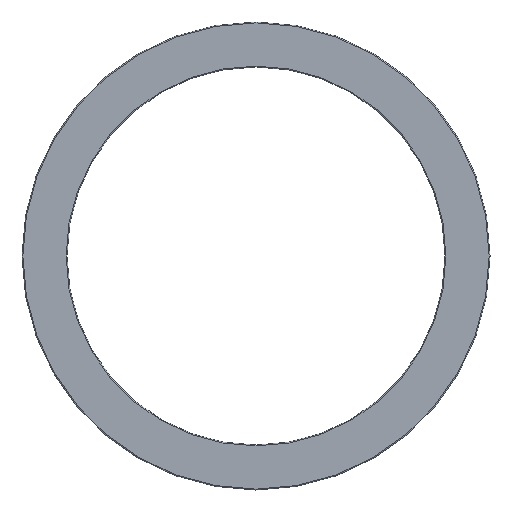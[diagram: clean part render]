
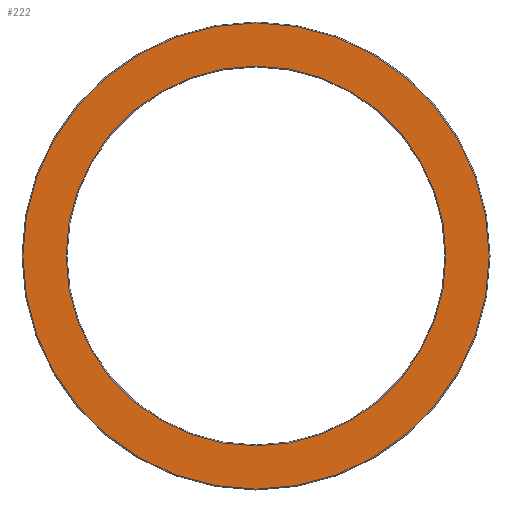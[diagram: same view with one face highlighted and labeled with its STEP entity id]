
A CAD part, left-side view. The second image highlights one B-rep face of the part: STEP entity #222.
In plain terms, the highlighted planar face has unit normal (-1, 0, 0).
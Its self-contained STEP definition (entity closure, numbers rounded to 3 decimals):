
#17 = EDGE_CURVE ( 'NONE', #97, #209, #308, .T. ) ;
#23 = FACE_OUTER_BOUND ( 'NONE', #223, .T. ) ;
#25 = DIRECTION ( 'NONE',  ( 1., 0., 0. ) ) ;
#28 = AXIS2_PLACEMENT_3D ( 'NONE', #169, #290, #218 ) ;
#34 = CARTESIAN_POINT ( 'NONE',  ( 0., 0., 21.1 ) ) ;
#38 = EDGE_CURVE ( 'NONE', #181, #86, #236, .T. ) ;
#46 = DIRECTION ( 'NONE',  ( -1., 0., 0. ) ) ;
#50 = ORIENTED_EDGE ( 'NONE', *, *, #221, .T. ) ;
#65 = ORIENTED_EDGE ( 'NONE', *, *, #38, .T. ) ;
#70 = AXIS2_PLACEMENT_3D ( 'NONE', #81, #260, #239 ) ;
#79 = CARTESIAN_POINT ( 'NONE',  ( 0., 0., -25.9 ) ) ;
#80 = FACE_BOUND ( 'NONE', #205, .T. ) ;
#81 = CARTESIAN_POINT ( 'NONE',  ( 0., 0., 0. ) ) ;
#85 = DIRECTION ( 'NONE',  ( 0., 0., -1. ) ) ;
#86 = VERTEX_POINT ( 'NONE', #235 ) ;
#97 = VERTEX_POINT ( 'NONE', #79 ) ;
#116 = CIRCLE ( 'NONE', #70, 25.9 ) ;
#128 = CARTESIAN_POINT ( 'NONE',  ( 0., 0., 0. ) ) ;
#138 = PLANE ( 'NONE',  #28 ) ;
#145 = ORIENTED_EDGE ( 'NONE', *, *, #237, .T. ) ;
#169 = CARTESIAN_POINT ( 'NONE',  ( 0., 21., 0. ) ) ;
#181 = VERTEX_POINT ( 'NONE', #34 ) ;
#191 = CARTESIAN_POINT ( 'NONE',  ( 0., 0., 0. ) ) ;
#200 = AXIS2_PLACEMENT_3D ( 'NONE', #191, #238, #85 ) ;
#205 = EDGE_LOOP ( 'NONE', ( #50, #65 ) ) ;
#209 = VERTEX_POINT ( 'NONE', #321 ) ;
#218 = DIRECTION ( 'NONE',  ( 0., 0., -1. ) ) ;
#221 = EDGE_CURVE ( 'NONE', #86, #181, #281, .T. ) ;
#222 = ADVANCED_FACE ( 'NONE', ( #23, #80 ), #138, .F. ) ;
#223 = EDGE_LOOP ( 'NONE', ( #253, #145 ) ) ;
#235 = CARTESIAN_POINT ( 'NONE',  ( 0., 0., -21.1 ) ) ;
#236 = CIRCLE ( 'NONE', #247, 21.1 ) ;
#237 = EDGE_CURVE ( 'NONE', #209, #97, #116, .T. ) ;
#238 = DIRECTION ( 'NONE',  ( 1., 0., 0. ) ) ;
#239 = DIRECTION ( 'NONE',  ( 0., 0., -1. ) ) ;
#247 = AXIS2_PLACEMENT_3D ( 'NONE', #312, #25, #257 ) ;
#251 = AXIS2_PLACEMENT_3D ( 'NONE', #128, #46, #332 ) ;
#253 = ORIENTED_EDGE ( 'NONE', *, *, #17, .T. ) ;
#257 = DIRECTION ( 'NONE',  ( 0., 0., -1. ) ) ;
#260 = DIRECTION ( 'NONE',  ( -1., 0., 0. ) ) ;
#281 = CIRCLE ( 'NONE', #200, 21.1 ) ;
#290 = DIRECTION ( 'NONE',  ( 1., 0., 0. ) ) ;
#308 = CIRCLE ( 'NONE', #251, 25.9 ) ;
#312 = CARTESIAN_POINT ( 'NONE',  ( 0., 0., 0. ) ) ;
#321 = CARTESIAN_POINT ( 'NONE',  ( 0., 0., 25.9 ) ) ;
#332 = DIRECTION ( 'NONE',  ( 0., 0., -1. ) ) ;
